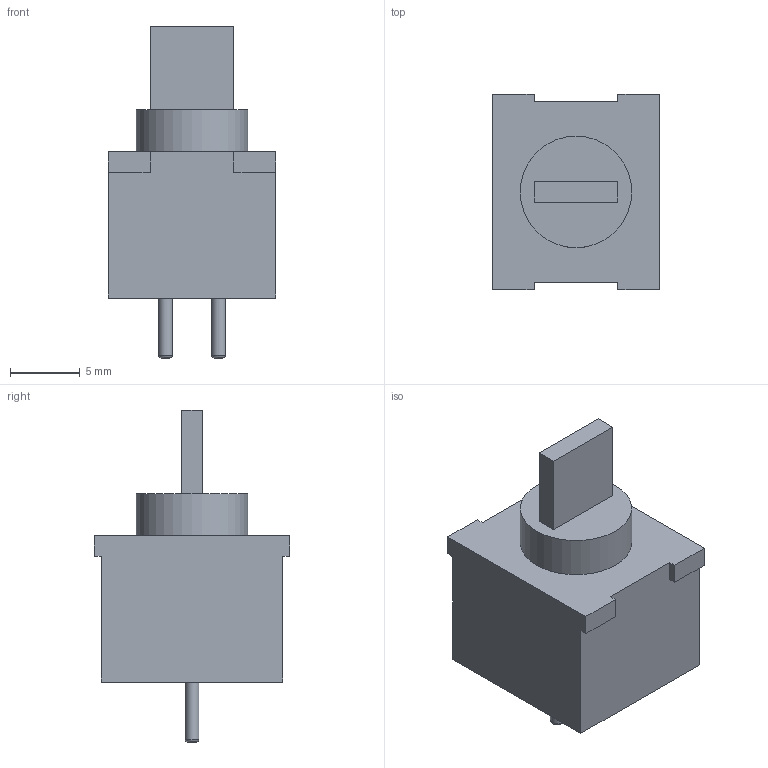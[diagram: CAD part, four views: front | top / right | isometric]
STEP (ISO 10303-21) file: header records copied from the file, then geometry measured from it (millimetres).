
FILE_DESCRIPTION(/* description */ (''),/* implementation_level */ '2;1');
FILE_NAME(/* name */ 'KeyboardSwitch.stp',/* time_stamp */ '2021-07-01T19:12:00+02:00',/* author */ ('10300812'),/* organization */ (''),/* preprocessor_version */ 'ST-DEVELOPER v18',/* originating_system */ 'Autodesk Inventor 2020',/* authorisation */ '');
FILE_SCHEMA (('AUTOMOTIVE_DESIGN { 1 0 10303 214 3 1 1 }'));
Length unit declared in the file: millimetre
Products named in the file (1): KeyboardSwitch
Bounding box: 12 x 14 x 23.8 mm (x, y, z)
Volume: 1858.5 mm3; surface area: 1046.8 mm2
Topology: 1 solids, 1 shells, 31 faces, 81 edges, 56 vertices
Faces by surface type: plane 26, cylinder 3, torus 2
Full cylindrical faces by diameter (mm): 1 x2, 8 x1
Entity records: 1033 total; most frequent: CARTESIAN_POINT 169, DIRECTION 163, ORIENTED_EDGE 162, EDGE_CURVE 81, LINE 63, VECTOR 63, VERTEX_POINT 56, AXIS2_PLACEMENT_3D 50
